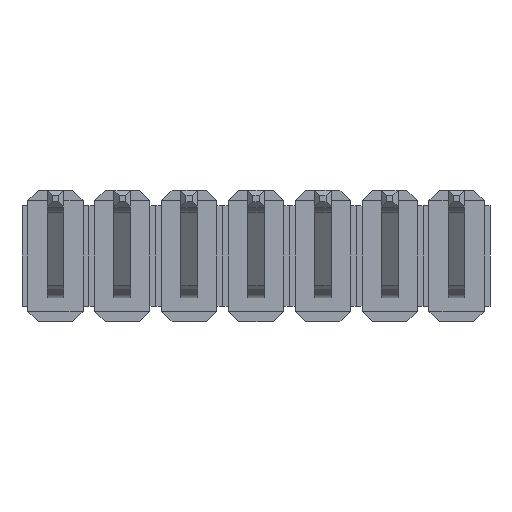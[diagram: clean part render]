
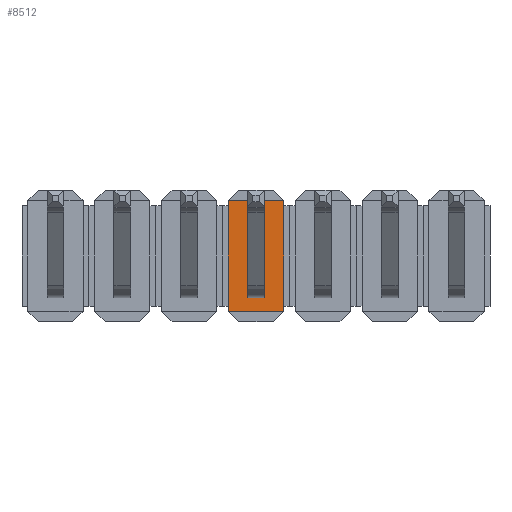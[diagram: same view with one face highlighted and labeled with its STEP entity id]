
A CAD part, front view. The second image highlights one B-rep face of the part: STEP entity #8512.
In plain terms, the highlighted planar face has unit normal (0, -1, 0).
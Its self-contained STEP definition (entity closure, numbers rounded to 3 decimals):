
#195 = ORIENTED_EDGE ( 'NONE', *, *, #10880, .F. ) ;
#244 = VECTOR ( 'NONE', #11999, 1000. ) ;
#545 = CARTESIAN_POINT ( 'NONE',  ( 8.67, 0.54, -2.1 ) ) ;
#664 = EDGE_LOOP ( 'NONE', ( #1307, #1048, #4017, #195 ) ) ;
#757 = DIRECTION ( 'NONE',  ( 1., 0., 0. ) ) ;
#824 = CARTESIAN_POINT ( 'NONE',  ( 7.94, 0.54, -1.59 ) ) ;
#1007 = VECTOR ( 'NONE', #10376, 1000. ) ;
#1048 = ORIENTED_EDGE ( 'NONE', *, *, #12950, .F. ) ;
#1198 = ORIENTED_EDGE ( 'NONE', *, *, #17004, .T. ) ;
#1222 = CARTESIAN_POINT ( 'NONE',  ( 7.3, 0.54, 1.59 ) ) ;
#1307 = ORIENTED_EDGE ( 'NONE', *, *, #6607, .F. ) ;
#1502 = LINE ( 'NONE', #13736, #17019 ) ;
#1505 = VECTOR ( 'NONE', #16945, 1000. ) ;
#1663 = EDGE_CURVE ( 'NONE', #15777, #10974, #22689, .T. ) ;
#1883 = VERTEX_POINT ( 'NONE', #2942 ) ;
#2159 = FACE_OUTER_BOUND ( 'NONE', #18423, .T. ) ;
#2300 = CARTESIAN_POINT ( 'NONE',  ( 7.3, 0.54, -1.59 ) ) ;
#2942 = CARTESIAN_POINT ( 'NONE',  ( 8.67, 0.54, 2.1 ) ) ;
#3027 = VECTOR ( 'NONE', #4804, 1000. ) ;
#3194 = DIRECTION ( 'NONE',  ( -1., 0., 0. ) ) ;
#3354 = VERTEX_POINT ( 'NONE', #17325 ) ;
#3464 = VERTEX_POINT ( 'NONE', #1222 ) ;
#3636 = LINE ( 'NONE', #13168, #23371 ) ;
#4017 = ORIENTED_EDGE ( 'NONE', *, *, #21771, .F. ) ;
#4291 = VERTEX_POINT ( 'NONE', #12802 ) ;
#4439 = LINE ( 'NONE', #13896, #244 ) ;
#4478 = VERTEX_POINT ( 'NONE', #26614 ) ;
#4639 = CARTESIAN_POINT ( 'NONE',  ( 7.3, 0.54, 0.95 ) ) ;
#4775 = DIRECTION ( 'NONE',  ( 0., 0., -1. ) ) ;
#4800 = ORIENTED_EDGE ( 'NONE', *, *, #6341, .T. ) ;
#4804 = DIRECTION ( 'NONE',  ( -1., 0., 0. ) ) ;
#5647 = ORIENTED_EDGE ( 'NONE', *, *, #7507, .T. ) ;
#6173 = AXIS2_PLACEMENT_3D ( 'NONE', #6316, #16434, #18435 ) ;
#6188 = VECTOR ( 'NONE', #4775, 1000. ) ;
#6316 = CARTESIAN_POINT ( 'NONE',  ( 8.89, 0.54, 2.1 ) ) ;
#6341 = EDGE_CURVE ( 'NONE', #1883, #3354, #21122, .T. ) ;
#6607 = EDGE_CURVE ( 'NONE', #25285, #7594, #22370, .T. ) ;
#6680 = EDGE_CURVE ( 'NONE', #1883, #15777, #10764, .T. ) ;
#6708 = CARTESIAN_POINT ( 'NONE',  ( 6.57, 0.54, 2.1 ) ) ;
#6996 = FACE_BOUND ( 'NONE', #664, .T. ) ;
#7172 = VECTOR ( 'NONE', #8382, 1000. ) ;
#7182 = EDGE_LOOP ( 'NONE', ( #1198, #5647, #23069, #13656 ) ) ;
#7507 = EDGE_CURVE ( 'NONE', #23642, #3464, #4439, .T. ) ;
#7594 = VERTEX_POINT ( 'NONE', #13987 ) ;
#8382 = DIRECTION ( 'NONE',  ( -1., 0., 0. ) ) ;
#8434 = CARTESIAN_POINT ( 'NONE',  ( 7.94, 0.54, 2.1 ) ) ;
#8512 = ADVANCED_FACE ( 'NONE', ( #2159, #24138, #6996 ), #14113, .F. ) ;
#9272 = EDGE_CURVE ( 'NONE', #3464, #23443, #3636, .T. ) ;
#9745 = DIRECTION ( 'NONE',  ( 1., 0., 0. ) ) ;
#10376 = DIRECTION ( 'NONE',  ( 0., 0., -1. ) ) ;
#10764 = LINE ( 'NONE', #545, #6188 ) ;
#10850 = VECTOR ( 'NONE', #18810, 1000. ) ;
#10880 = EDGE_CURVE ( 'NONE', #7594, #4291, #25662, .T. ) ;
#10925 = CARTESIAN_POINT ( 'NONE',  ( 7.62, 0.54, 0.95 ) ) ;
#10974 = VERTEX_POINT ( 'NONE', #25847 ) ;
#11374 = ORIENTED_EDGE ( 'NONE', *, *, #1663, .F. ) ;
#11722 = LINE ( 'NONE', #20650, #1007 ) ;
#11999 = DIRECTION ( 'NONE',  ( 0., 0., 1. ) ) ;
#12127 = VECTOR ( 'NONE', #3194, 1000. ) ;
#12247 = CARTESIAN_POINT ( 'NONE',  ( 8.67, 0.54, -2.1 ) ) ;
#12480 = LINE ( 'NONE', #6708, #10850 ) ;
#12511 = DIRECTION ( 'NONE',  ( 0., 0., 1. ) ) ;
#12802 = CARTESIAN_POINT ( 'NONE',  ( 7.3, 0.54, -0.95 ) ) ;
#12950 = EDGE_CURVE ( 'NONE', #13562, #25285, #1502, .T. ) ;
#13168 = CARTESIAN_POINT ( 'NONE',  ( 7.62, 0.54, 1.59 ) ) ;
#13562 = VERTEX_POINT ( 'NONE', #2300 ) ;
#13656 = ORIENTED_EDGE ( 'NONE', *, *, #20844, .T. ) ;
#13736 = CARTESIAN_POINT ( 'NONE',  ( 8.89, 0.54, -1.59 ) ) ;
#13896 = CARTESIAN_POINT ( 'NONE',  ( 7.3, 0.54, 2.1 ) ) ;
#13987 = CARTESIAN_POINT ( 'NONE',  ( 7.94, 0.54, -0.95 ) ) ;
#14113 = PLANE ( 'NONE',  #6173 ) ;
#15066 = LINE ( 'NONE', #17667, #25380 ) ;
#15777 = VERTEX_POINT ( 'NONE', #12247 ) ;
#15830 = EDGE_CURVE ( 'NONE', #3354, #10974, #12480, .T. ) ;
#16434 = DIRECTION ( 'NONE',  ( 0., 1., 0. ) ) ;
#16945 = DIRECTION ( 'NONE',  ( -1., 0., 0. ) ) ;
#17004 = EDGE_CURVE ( 'NONE', #4478, #23642, #25104, .T. ) ;
#17019 = VECTOR ( 'NONE', #9745, 1000. ) ;
#17275 = CARTESIAN_POINT ( 'NONE',  ( 8.89, 0.54, 2.1 ) ) ;
#17325 = CARTESIAN_POINT ( 'NONE',  ( 6.57, 0.54, 2.1 ) ) ;
#17559 = CARTESIAN_POINT ( 'NONE',  ( 8.89, 0.54, -0.95 ) ) ;
#17667 = CARTESIAN_POINT ( 'NONE',  ( 7.94, 0.54, 2.1 ) ) ;
#18423 = EDGE_LOOP ( 'NONE', ( #4800, #21035, #11374, #23770 ) ) ;
#18435 = DIRECTION ( 'NONE',  ( 0., 0., 1. ) ) ;
#18481 = CARTESIAN_POINT ( 'NONE',  ( 7.94, 0.54, 1.59 ) ) ;
#18504 = VECTOR ( 'NONE', #12511, 1000. ) ;
#18810 = DIRECTION ( 'NONE',  ( 0., 0., -1. ) ) ;
#19678 = DIRECTION ( 'NONE',  ( 0., 0., -1. ) ) ;
#20650 = CARTESIAN_POINT ( 'NONE',  ( 7.3, 0.54, 2.1 ) ) ;
#20844 = EDGE_CURVE ( 'NONE', #23443, #4478, #15066, .T. ) ;
#21035 = ORIENTED_EDGE ( 'NONE', *, *, #15830, .T. ) ;
#21122 = LINE ( 'NONE', #17275, #3027 ) ;
#21771 = EDGE_CURVE ( 'NONE', #4291, #13562, #11722, .T. ) ;
#22370 = LINE ( 'NONE', #8434, #18504 ) ;
#22689 = LINE ( 'NONE', #22905, #7172 ) ;
#22905 = CARTESIAN_POINT ( 'NONE',  ( 8.89, 0.54, -2.1 ) ) ;
#23069 = ORIENTED_EDGE ( 'NONE', *, *, #9272, .T. ) ;
#23371 = VECTOR ( 'NONE', #757, 1000. ) ;
#23443 = VERTEX_POINT ( 'NONE', #18481 ) ;
#23642 = VERTEX_POINT ( 'NONE', #4639 ) ;
#23770 = ORIENTED_EDGE ( 'NONE', *, *, #6680, .F. ) ;
#24138 = FACE_BOUND ( 'NONE', #7182, .T. ) ;
#25104 = LINE ( 'NONE', #10925, #1505 ) ;
#25285 = VERTEX_POINT ( 'NONE', #824 ) ;
#25380 = VECTOR ( 'NONE', #19678, 1000. ) ;
#25662 = LINE ( 'NONE', #17559, #12127 ) ;
#25847 = CARTESIAN_POINT ( 'NONE',  ( 6.57, 0.54, -2.1 ) ) ;
#26614 = CARTESIAN_POINT ( 'NONE',  ( 7.94, 0.54, 0.95 ) ) ;
